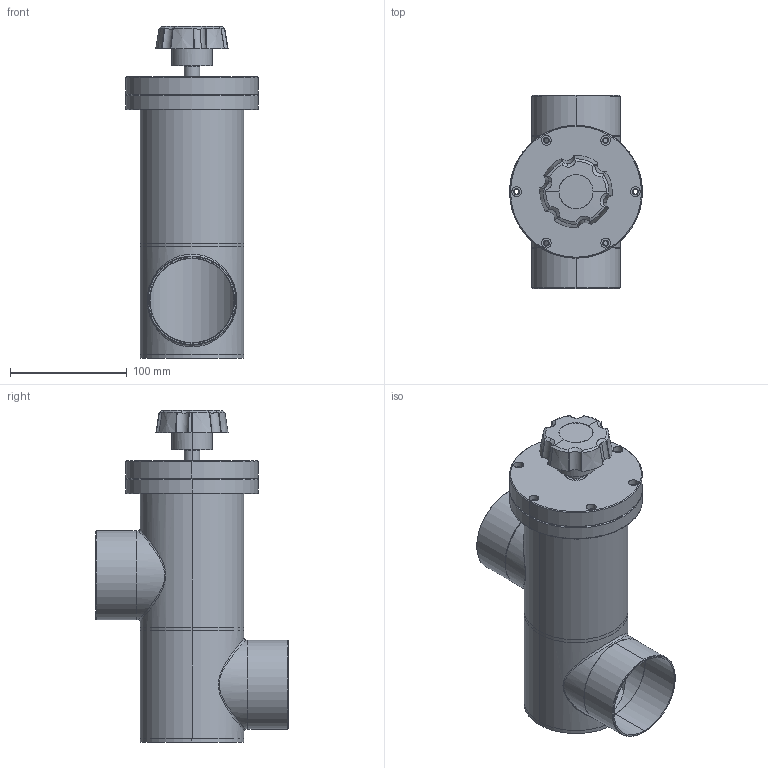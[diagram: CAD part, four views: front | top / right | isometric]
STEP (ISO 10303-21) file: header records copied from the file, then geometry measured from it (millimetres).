
FILE_DESCRIPTION (( 'STEP AP214' ), '1' );
FILE_NAME ('L-300-H_INLINE_VALVE_VITON_BONNET_MANUAL.STEP', '2020-04-04T01:43:17', ( 'admin' ), ( 'Microsoft' ), 'SwSTEP 2.0', 'SolidWorks 2016', '' );
FILE_SCHEMA (( 'AUTOMOTIVE_DESIGN' ));
Length unit declared in the file: inch
Products named in the file (1): L-300-H_INLINE_VALVE_VITON_BONNET_MANUAL
Bounding box: 113.67 x 165.1 x 284.16 mm (x, y, z)
Volume: 453452.2 mm3; surface area: 244601.5 mm2
Topology: 11 solids, 11 shells, 313 faces, 776 edges, 509 vertices
Faces by surface type: cylinder 138, plane 78, cone 73, bspline 24
Entity records: 14129 total; most frequent: CARTESIAN_POINT 6638, ORIENTED_EDGE 1552, DIRECTION 1483, EDGE_CURVE 776, AXIS2_PLACEMENT_3D 628, VERTEX_POINT 509, EDGE_LOOP 383, CIRCLE 338
